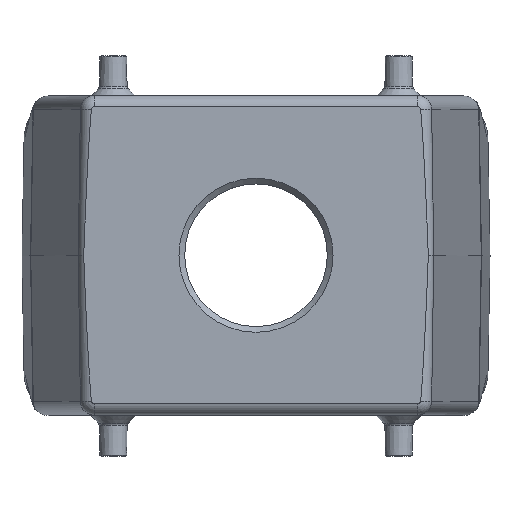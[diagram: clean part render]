
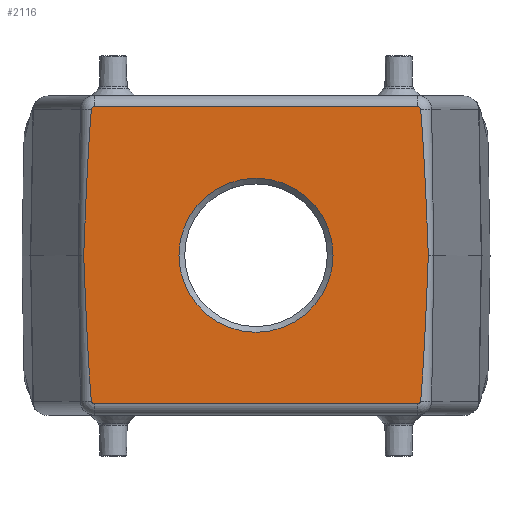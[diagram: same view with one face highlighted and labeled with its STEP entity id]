
A CAD part, top view. The second image highlights one B-rep face of the part: STEP entity #2116.
In plain terms, the highlighted planar face has unit normal (0, 0, 1).
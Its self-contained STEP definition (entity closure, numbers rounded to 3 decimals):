
#2116=ADVANCED_FACE('',(#3035,#3036),#2755,.T.);
#2755=PLANE('',#13859);
#3035=FACE_BOUND('',#3175,.T.);
#3036=FACE_BOUND('',#3176,.T.);
#3175=EDGE_LOOP('',(#4459));
#3176=EDGE_LOOP('',(#4460,#4461,#4462,#4463,#4464,#4465,#4466,#4467,#4468,
#4469));
#3885=CIRCLE('',#13850,13.5);
#3886=CIRCLE('',#13851,0.519);
#3887=CIRCLE('',#13854,0.519);
#3888=CIRCLE('',#13855,0.519);
#3889=CIRCLE('',#13858,0.519);
#4186=ELLIPSE('',#13852,143.262,2.5);
#4187=ELLIPSE('',#13853,143.262,2.5);
#4188=ELLIPSE('',#13856,143.262,2.5);
#4189=ELLIPSE('',#13857,143.262,2.5);
#4459=ORIENTED_EDGE('',*,*,#8396,.T.);
#4460=ORIENTED_EDGE('',*,*,#8397,.F.);
#4461=ORIENTED_EDGE('',*,*,#8398,.F.);
#4462=ORIENTED_EDGE('',*,*,#8399,.F.);
#4463=ORIENTED_EDGE('',*,*,#8400,.F.);
#4464=ORIENTED_EDGE('',*,*,#8401,.F.);
#4465=ORIENTED_EDGE('',*,*,#8402,.F.);
#4466=ORIENTED_EDGE('',*,*,#8403,.F.);
#4467=ORIENTED_EDGE('',*,*,#8404,.F.);
#4468=ORIENTED_EDGE('',*,*,#8405,.F.);
#4469=ORIENTED_EDGE('',*,*,#8406,.F.);
#7455=VERTEX_POINT('',#19415);
#7456=VERTEX_POINT('',#19417);
#7457=VERTEX_POINT('',#19418);
#7458=VERTEX_POINT('',#19420);
#7459=VERTEX_POINT('',#19422);
#7460=VERTEX_POINT('',#19424);
#7461=VERTEX_POINT('',#19426);
#7462=VERTEX_POINT('',#19428);
#7463=VERTEX_POINT('',#19430);
#7464=VERTEX_POINT('',#19432);
#7465=VERTEX_POINT('',#19434);
#8396=EDGE_CURVE('',#7455,#7455,#3885,.T.);
#8397=EDGE_CURVE('',#7456,#7457,#11218,.T.);
#8398=EDGE_CURVE('',#7458,#7456,#3886,.T.);
#8399=EDGE_CURVE('',#7459,#7458,#4186,.T.);
#8400=EDGE_CURVE('',#7460,#7459,#4187,.T.);
#8401=EDGE_CURVE('',#7461,#7460,#3887,.T.);
#8402=EDGE_CURVE('',#7462,#7461,#11219,.T.);
#8403=EDGE_CURVE('',#7463,#7462,#3888,.T.);
#8404=EDGE_CURVE('',#7464,#7463,#4188,.T.);
#8405=EDGE_CURVE('',#7465,#7464,#4189,.T.);
#8406=EDGE_CURVE('',#7457,#7465,#3889,.T.);
#11218=LINE('',#19416,#12126);
#11219=LINE('',#19427,#12127);
#12126=VECTOR('',#15070,1.);
#12127=VECTOR('',#15079,1.);
#13850=AXIS2_PLACEMENT_3D('',#19414,#15068,#15069);
#13851=AXIS2_PLACEMENT_3D('',#19419,#15071,#15072);
#13852=AXIS2_PLACEMENT_3D('',#19421,#15073,#15074);
#13853=AXIS2_PLACEMENT_3D('',#19423,#15075,#15076);
#13854=AXIS2_PLACEMENT_3D('',#19425,#15077,#15078);
#13855=AXIS2_PLACEMENT_3D('',#19429,#15080,#15081);
#13856=AXIS2_PLACEMENT_3D('',#19431,#15082,#15083);
#13857=AXIS2_PLACEMENT_3D('',#19433,#15084,#15085);
#13858=AXIS2_PLACEMENT_3D('',#19435,#15086,#15087);
#13859=AXIS2_PLACEMENT_3D('',#19436,#15088,#15089);
#15068=DIRECTION('',(0.,0.,-1.));
#15069=DIRECTION('',(1.,0.,0.));
#15070=DIRECTION('',(1.,0.,0.));
#15071=DIRECTION('',(0.,0.,-1.));
#15072=DIRECTION('',(1.,0.,0.));
#15073=DIRECTION('',(0.,0.,-1.));
#15074=DIRECTION('',(0.014,1.,0.));
#15075=DIRECTION('',(0.,0.,-1.));
#15076=DIRECTION('',(-0.014,1.,0.));
#15077=DIRECTION('',(0.,0.,-1.));
#15078=DIRECTION('',(1.,0.,0.));
#15079=DIRECTION('',(-1.,0.,0.));
#15080=DIRECTION('',(0.,0.,-1.));
#15081=DIRECTION('',(1.,0.,0.));
#15082=DIRECTION('',(0.,0.,-1.));
#15083=DIRECTION('',(0.014,1.,0.));
#15084=DIRECTION('',(0.,0.,-1.));
#15085=DIRECTION('',(-0.014,1.,0.));
#15086=DIRECTION('',(0.,0.,-1.));
#15087=DIRECTION('',(1.,0.,0.));
#15088=DIRECTION('',(0.,0.,1.));
#15089=DIRECTION('',(1.,0.,0.));
#19414=CARTESIAN_POINT('',(0.,0.,67.75));
#19415=CARTESIAN_POINT('',(13.5,0.,67.75));
#19416=CARTESIAN_POINT('',(30.753,26.019,67.75));
#19417=CARTESIAN_POINT('',(-28.325,26.019,67.75));
#19418=CARTESIAN_POINT('',(28.325,26.019,67.75));
#19419=CARTESIAN_POINT('',(-28.325,25.5,67.75));
#19420=CARTESIAN_POINT('',(-28.842,25.55,67.75));
#19421=CARTESIAN_POINT('',(-30.341,-114.602,67.75));
#19422=CARTESIAN_POINT('',(-30.192,0.,67.75));
#19423=CARTESIAN_POINT('',(-30.341,114.602,67.75));
#19424=CARTESIAN_POINT('',(-28.842,-25.55,67.75));
#19425=CARTESIAN_POINT('',(-28.325,-25.5,67.75));
#19426=CARTESIAN_POINT('',(-28.325,-26.019,67.75));
#19427=CARTESIAN_POINT('',(0.,-26.019,67.75));
#19428=CARTESIAN_POINT('',(28.325,-26.019,67.75));
#19429=CARTESIAN_POINT('',(28.325,-25.5,67.75));
#19430=CARTESIAN_POINT('',(28.842,-25.55,67.75));
#19431=CARTESIAN_POINT('',(30.341,114.602,67.75));
#19432=CARTESIAN_POINT('',(30.192,0.,67.75));
#19433=CARTESIAN_POINT('',(30.341,-114.602,67.75));
#19434=CARTESIAN_POINT('',(28.842,25.55,67.75));
#19435=CARTESIAN_POINT('',(28.325,25.5,67.75));
#19436=CARTESIAN_POINT('',(0.,0.,67.75));
